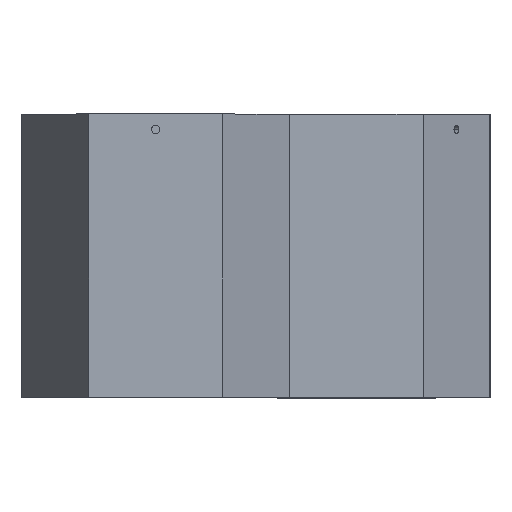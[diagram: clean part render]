
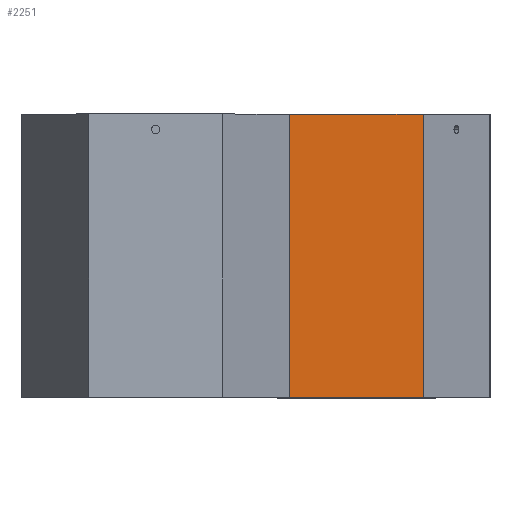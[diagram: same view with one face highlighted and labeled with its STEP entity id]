
A CAD part, top view. The second image highlights one B-rep face of the part: STEP entity #2251.
In plain terms, the highlighted face is planar.
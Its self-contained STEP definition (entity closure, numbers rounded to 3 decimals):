
#313 = EDGE_CURVE ( 'NONE', #2173, #3850, #6098, .T. ) ;
#491 = ORIENTED_EDGE ( 'NONE', *, *, #506, .T. ) ;
#506 = EDGE_CURVE ( 'NONE', #974, #8364, #4716, .T. ) ;
#974 = VERTEX_POINT ( 'NONE', #4381 ) ;
#1102 = ORIENTED_EDGE ( 'NONE', *, *, #6922, .F. ) ;
#1391 = ORIENTED_EDGE ( 'NONE', *, *, #313, .F. ) ;
#1590 = VECTOR ( 'NONE', #8379, 1000. ) ;
#2173 = VERTEX_POINT ( 'NONE', #2319 ) ;
#2251 = ADVANCED_FACE ( 'NONE', ( #4334 ), #5359, .T. ) ;
#2319 = CARTESIAN_POINT ( 'NONE',  ( 25.981, 0., -45. ) ) ;
#2439 = CARTESIAN_POINT ( 'NONE',  ( -25.981, -110., -45. ) ) ;
#2512 = CARTESIAN_POINT ( 'NONE',  ( 25.981, -110., -45. ) ) ;
#2791 = VECTOR ( 'NONE', #7672, 1000. ) ;
#3020 = DIRECTION ( 'NONE',  ( -1., 0., 0. ) ) ;
#3131 = LINE ( 'NONE', #2439, #6775 ) ;
#3193 = ORIENTED_EDGE ( 'NONE', *, *, #8571, .T. ) ;
#3203 = DIRECTION ( 'NONE',  ( -1., 0., 0. ) ) ;
#3526 = LINE ( 'NONE', #2512, #1590 ) ;
#3850 = VERTEX_POINT ( 'NONE', #4694 ) ;
#4020 = CARTESIAN_POINT ( 'NONE',  ( 25.981, -110., -45. ) ) ;
#4334 = FACE_OUTER_BOUND ( 'NONE', #6080, .T. ) ;
#4381 = CARTESIAN_POINT ( 'NONE',  ( 25.981, -110., -45. ) ) ;
#4624 = CARTESIAN_POINT ( 'NONE',  ( 25.981, -110., -45. ) ) ;
#4694 = CARTESIAN_POINT ( 'NONE',  ( -25.981, 0., -45. ) ) ;
#4716 = LINE ( 'NONE', #4020, #2791 ) ;
#5359 = PLANE ( 'NONE',  #7709 ) ;
#5860 = VECTOR ( 'NONE', #3020, 1000. ) ;
#6080 = EDGE_LOOP ( 'NONE', ( #1391, #1102, #491, #3193 ) ) ;
#6098 = LINE ( 'NONE', #8121, #5860 ) ;
#6676 = CARTESIAN_POINT ( 'NONE',  ( -25.981, -110., -45. ) ) ;
#6775 = VECTOR ( 'NONE', #7548, 1000. ) ;
#6922 = EDGE_CURVE ( 'NONE', #974, #2173, #3526, .T. ) ;
#7548 = DIRECTION ( 'NONE',  ( 0., 1., 0. ) ) ;
#7578 = DIRECTION ( 'NONE',  ( 0., 0., -1. ) ) ;
#7672 = DIRECTION ( 'NONE',  ( -1., 0., 0. ) ) ;
#7709 = AXIS2_PLACEMENT_3D ( 'NONE', #4624, #7578, #3203 ) ;
#8121 = CARTESIAN_POINT ( 'NONE',  ( 25.981, 0., -45. ) ) ;
#8364 = VERTEX_POINT ( 'NONE', #6676 ) ;
#8379 = DIRECTION ( 'NONE',  ( 0., 1., 0. ) ) ;
#8571 = EDGE_CURVE ( 'NONE', #8364, #3850, #3131, .T. ) ;
